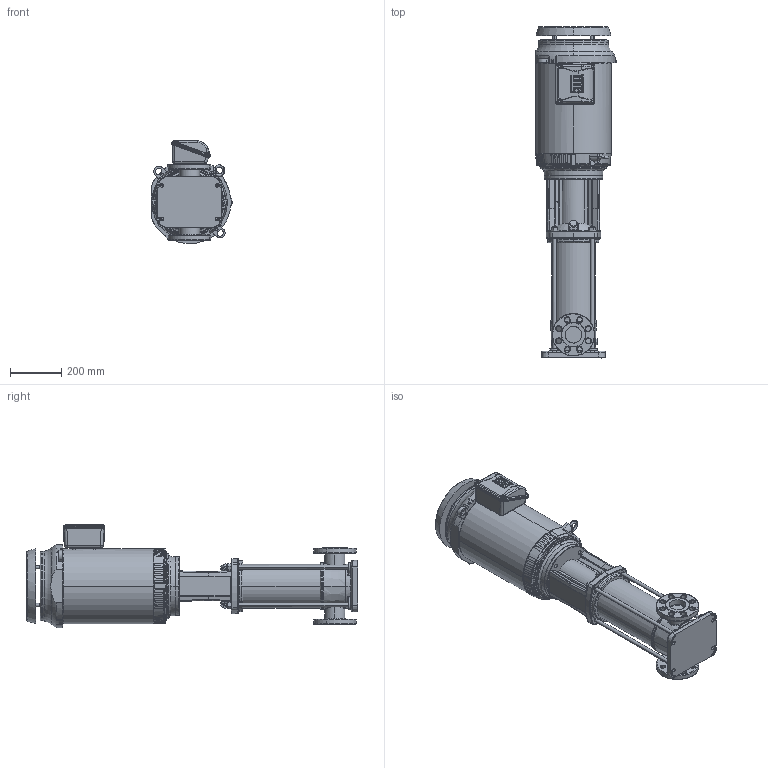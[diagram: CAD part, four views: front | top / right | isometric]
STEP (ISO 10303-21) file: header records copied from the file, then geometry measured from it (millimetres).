
FILE_DESCRIPTION (( 'STEP AP203' ), '1' );
FILE_NAME ('3303087 - MVI-100-7-20 HP-254TC-304-E-230_460~3.step', '2022-03-30T17:35:30', ( '' ), ( '' ), 'SwSTEP 2.0', 'SolidWorks 2021', '' );
FILE_SCHEMA (( 'CONFIG_CONTROL_DESIGN' ));
Length unit declared in the file: inch
Products named in the file (5): 3303087 - MVI-100-7-20 HP-254TC-304-E-230_460~3; sbi_n_20-7_flange(NEMA); 2700102 - NEMA V2 20 HP 254_6TC 208-230_460~3 TEFC; TEFC MOTOR_2700102 - NEMA V2 20 HP 254_6TC 208-230_460~3 TEFC; MVI PEO - [304-EPDM]_3304087 - MVI-100-7-20 HP-254TC-304-E-S
Assembly tree (4 placements, depth 3):
  3303087 - MVI-100-7-20 HP-254TC-304-E-230_460~3
    MVI PEO - [304-EPDM]_3304087 - MVI-100-7-20 HP-254TC-304-E-S
      sbi_n_20-7_flange(NEMA)
    TEFC MOTOR_2700102 - NEMA V2 20 HP 254_6TC 208-230_460~3 TEFC
      2700102 - NEMA V2 20 HP 254_6TC 208-230_460~3 TEFC
Bounding box: 315.14 x 1290 x 400.99 mm (x, y, z)
Volume: 55889059.5 mm3; surface area: 1908750.3 mm2
Topology: 4 solids, 26 shells, 6152 faces, 16367 edges, 10736 vertices
Faces by surface type: plane 2923, cylinder 2301, bspline 484, cone 320, torus 121, sphere 3
Entity records: 241528 total; most frequent: CARTESIAN_POINT 90447, ORIENTED_EDGE 32672, DIRECTION 29907, EDGE_CURVE 16336, VERTEX_POINT 10736, AXIS2_PLACEMENT_3D 10552, VECTOR 8803, LINE 8803
